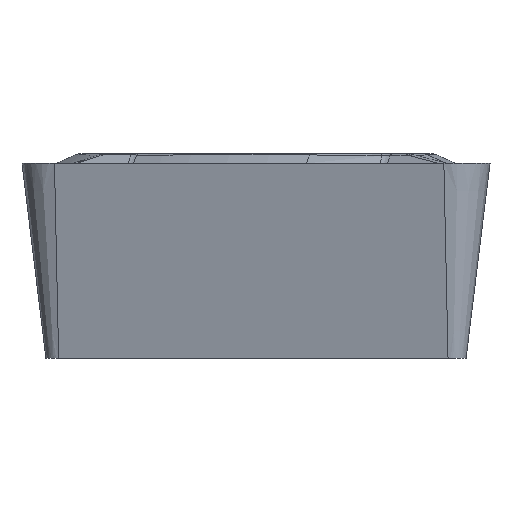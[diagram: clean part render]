
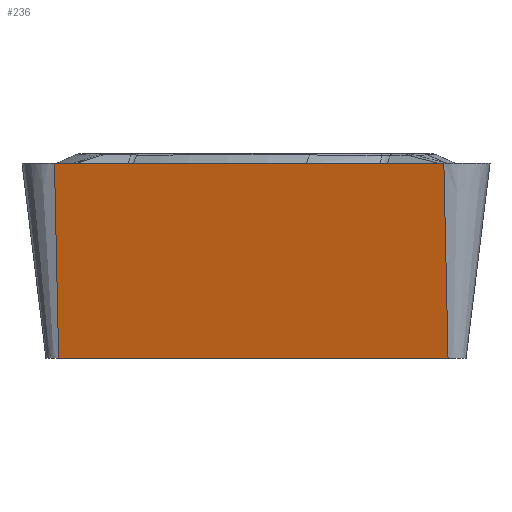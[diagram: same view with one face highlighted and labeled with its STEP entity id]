
A CAD part, front view. The second image highlights one B-rep face of the part: STEP entity #236.
In plain terms, the highlighted planar face has unit normal (-0.172, -0.978, -0.122).
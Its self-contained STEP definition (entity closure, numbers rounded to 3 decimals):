
#222=PLANE('',#1262);
#236=ADVANCED_FACE('',(#318),#222,.F.);
#318=FACE_OUTER_BOUND('',#389,.T.);
#389=EDGE_LOOP('',(#532,#533,#534,#535));
#532=ORIENTED_EDGE('',*,*,#1008,.T.);
#533=ORIENTED_EDGE('',*,*,#1010,.T.);
#534=ORIENTED_EDGE('',*,*,#1011,.F.);
#535=ORIENTED_EDGE('',*,*,#1012,.F.);
#890=VERTEX_POINT('',#1561);
#891=VERTEX_POINT('',#1563);
#892=VERTEX_POINT('',#1567);
#893=VERTEX_POINT('',#1569);
#1008=EDGE_CURVE('',#891,#890,#1187,.T.);
#1010=EDGE_CURVE('',#890,#892,#1188,.T.);
#1011=EDGE_CURVE('',#893,#892,#1189,.T.);
#1012=EDGE_CURVE('',#891,#893,#1190,.T.);
#1187=LINE('',#1562,#1223);
#1188=LINE('',#1566,#1224);
#1189=LINE('',#1568,#1225);
#1190=LINE('',#1570,#1226);
#1223=VECTOR('',#1361,1.);
#1224=VECTOR('',#1366,1.);
#1225=VECTOR('',#1367,1.);
#1226=VECTOR('',#1368,1.);
#1262=AXIS2_PLACEMENT_3D('',#1571,#1369,#1370);
#1361=DIRECTION('',(-0.021,-0.12,0.993));
#1366=DIRECTION('',(-0.985,0.174,0.));
#1367=DIRECTION('',(-0.021,-0.12,0.993));
#1368=DIRECTION('',(-0.985,0.174,0.));
#1369=DIRECTION('',(0.172,0.977,0.122));
#1370=DIRECTION('',(0.021,0.12,-0.993));
#1561=CARTESIAN_POINT('',(3.824,-5.51,-0.2));
#1562=CARTESIAN_POINT('',(3.824,-5.51,-0.2));
#1563=CARTESIAN_POINT('',(3.908,-5.03,-4.17));
#1566=CARTESIAN_POINT('',(-0.827,-4.69,-0.2));
#1567=CARTESIAN_POINT('',(-4.101,-4.113,-0.2));
#1568=CARTESIAN_POINT('',(-4.101,-4.113,-0.2));
#1569=CARTESIAN_POINT('',(-4.017,-3.633,-4.17));
#1570=CARTESIAN_POINT('',(-0.742,-4.21,-4.17));
#1571=CARTESIAN_POINT('',(-0.827,-4.69,-0.2));
